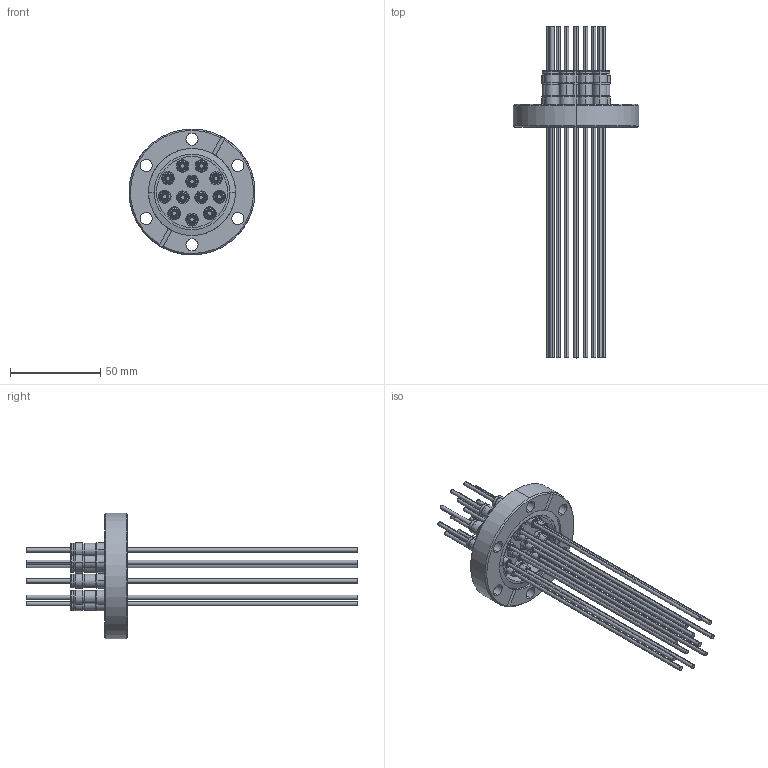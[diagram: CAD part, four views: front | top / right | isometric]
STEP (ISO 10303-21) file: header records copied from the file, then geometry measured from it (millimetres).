
FILE_DESCRIPTION (( 'STEP AP214' ), '1' );
FILE_NAME ('264-24CU5K-12-C40.STEP', '2013-11-08T14:52:45', ( 'allectra' ), ( 'Microsoft' ), 'SwSTEP 2.0', 'SolidWorks 2013', '' );
FILE_SCHEMA (( 'AUTOMOTIVE_DESIGN' ));
Length unit declared in the file: millimetre
Products named in the file (1): 264-24CU5K-12-C40
Bounding box: 69.85 x 184.15 x 69.85 mm (x, y, z)
Volume: 52261.7 mm3; surface area: 41913.5 mm2
Topology: 1 solids, 13 shells, 757 faces, 1645 edges, 1011 vertices
Faces by surface type: cylinder 406, cone 130, plane 125, bspline 48, torus 48
Entity records: 21598 total; most frequent: CARTESIAN_POINT 4194, DIRECTION 4158, ORIENTED_EDGE 3290, AXIS2_PLACEMENT_3D 1811, EDGE_CURVE 1645, CIRCLE 1101, VERTEX_POINT 1011, EDGE_LOOP 890
